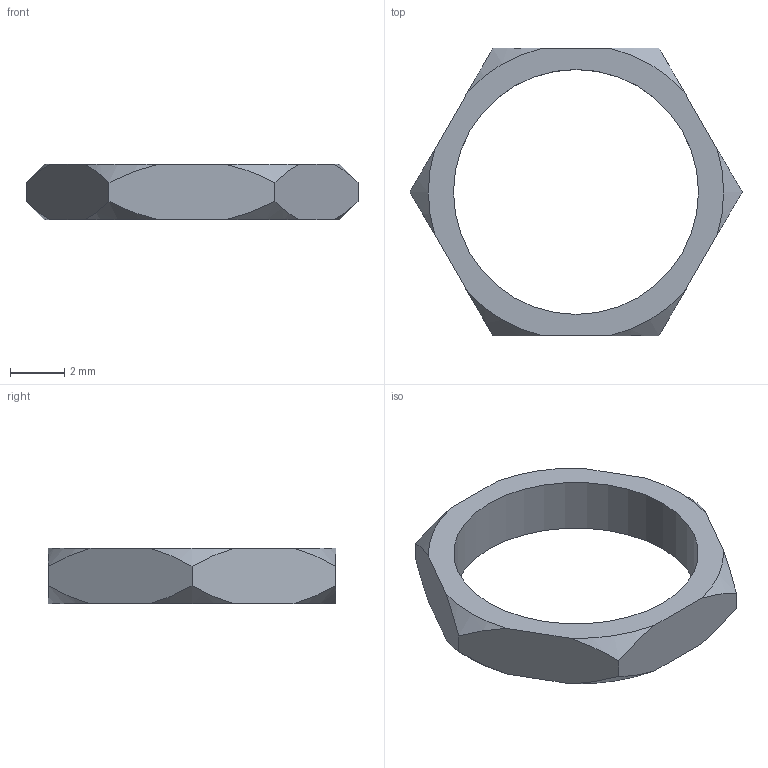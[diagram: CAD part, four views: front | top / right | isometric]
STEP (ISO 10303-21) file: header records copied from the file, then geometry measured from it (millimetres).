
FILE_DESCRIPTION(/* description */ (''),/* implementation_level */ '2;1');
FILE_NAME(/* name */ 'M9-0.75 nut.stp',/* time_stamp */ '2022-03-02T11:07:25-05:00',/* author */ ('avery.harrell'),/* organization */ (''),/* preprocessor_version */ 'ST-DEVELOPER v17.2',/* originating_system */ 'Autodesk Inventor 2019',/* authorisation */ '');
FILE_SCHEMA (('AUTOMOTIVE_DESIGN { 1 0 10303 214 3 1 1 }'));
Length unit declared in the file: millimetre
Products named in the file (1): M9-0.75 nut
Bounding box: 12.2 x 10.57 x 2.05 mm (x, y, z)
Volume: 65.4 mm3; surface area: 190.9 mm2
Topology: 1 solids, 1 shells, 21 faces, 57 edges, 38 vertices
Faces by surface type: cone 12, plane 8, cylinder 1
Full cylindrical faces by diameter (mm): 9 x1
Entity records: 686 total; most frequent: CARTESIAN_POINT 165, ORIENTED_EDGE 114, DIRECTION 91, EDGE_CURVE 57, VERTEX_POINT 38, AXIS2_PLACEMENT_3D 36, EDGE_LOOP 23, FACE_OUTER_BOUND 21
